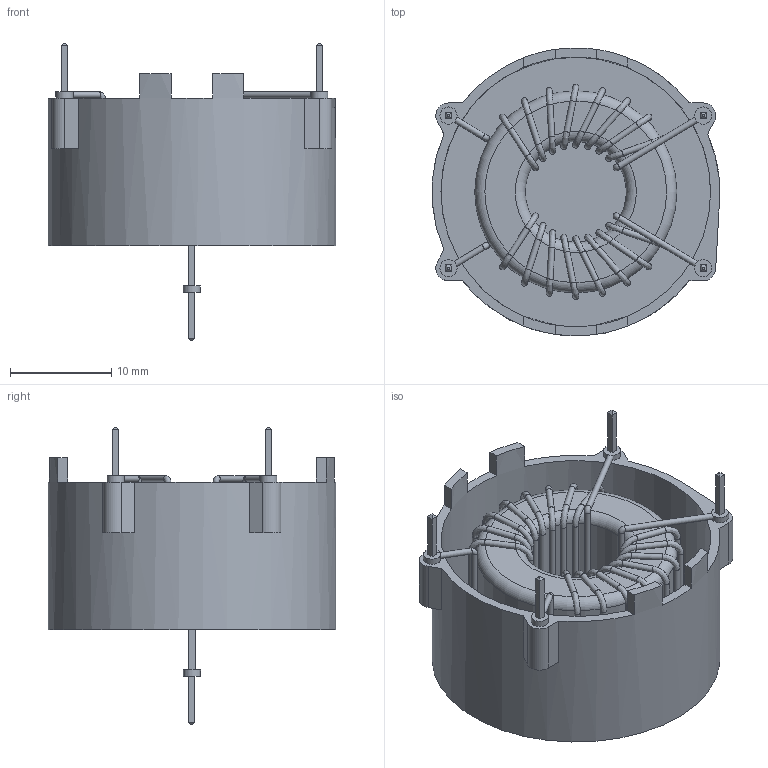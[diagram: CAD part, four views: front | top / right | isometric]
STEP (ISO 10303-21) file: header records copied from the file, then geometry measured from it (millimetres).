
FILE_DESCRIPTION( ( 'Unknown' ), '1' );
FILE_NAME( '7446823006.stp', 'Unknown', ( 'Unknown' ), ( 'Unknown' ), 'XStep 1.0', 'Unknown', ' ' );
FILE_SCHEMA( ( 'automotive_design' ) );
Length unit declared in the file: millimetre
Products named in the file (6): Assem1; 7446823006; Pin
Bounding box: 28.46 x 28.47 x 29.4 mm (x, y, z)
Volume: 9281.6 mm3; surface area: 12905.2 mm2
Topology: 13 solids, 13 shells, 811 faces, 1841 edges, 1122 vertices
Faces by surface type: plane 428, cylinder 169, torus 88, bspline 64, extrusion 62
Full cylindrical faces by diameter (mm): 0.6 x148, 1.7 x5, 10 x2, 20 x2, 26.7 x2, 28.5 x2
Entity records: 17181 total; most frequent: CARTESIAN_POINT 9549, ORIENTED_EDGE 1402, DIRECTION 1332, EDGE_CURVE 701, EDGE_LOOP 577, FACE_OUTER_BOUND 545, VERTEX_POINT 526, AXIS2_PLACEMENT_3D 520
